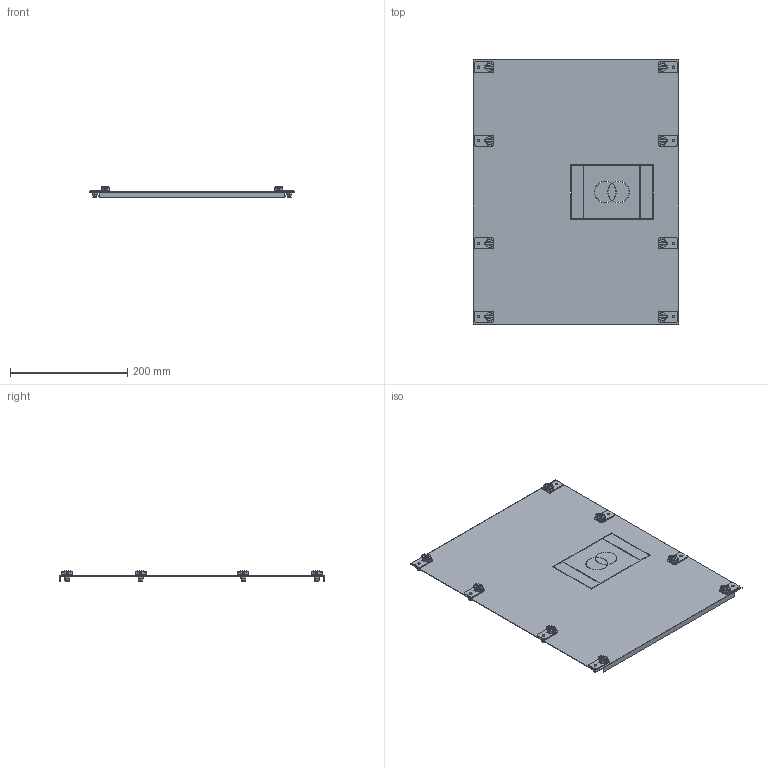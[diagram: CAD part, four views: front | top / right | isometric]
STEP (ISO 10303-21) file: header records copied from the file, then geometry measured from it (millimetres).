
FILE_DESCRIPTION((''),'2;1');
FILE_NAME('CP_1_4_-3_F_ASM','2023-01-24T14:56:37',('klemen.sitar'),('Audax d.o.o.'),'CREO PARAMETRIC BY PTC INC, 2021304','CREO PARAMETRIC BY PTC INC, 2021304','');
FILE_SCHEMA(('AP242_MANAGED_MODEL_BASED_3D_ENGINEERING_MIM_LF { 1 0 10303 442 1 1 4 }'));
Products named in the file (25): PRT0002_1_1_1_1_1_1_1_1_1_1_1_1; PRT0002_1_1_1_1_1_1_2_1_1-176_1; PRT0002_1_1_1_1_1_1_2_3_1_1_1_3; PRT0003_1_1_1_1_1_1_2_3_1_1_1_3; PRT0003_1_1_1_1_1_1_2_1_1-196_1; BLACK_PIN_ASM_1_ASM_1_ASM_1_A_1_ASM; PRT0002_1_1_1_1_1_1_2_3_1_1_1_4; PRT0002_1_1_1_1_1_1_2_1_1_-2688; PRT0003_1_1_1_1_1_1_2_1_1_-4659; PRT0003_1_1_1_1_1_1_2_3_1_1_1_4; BLACK_PIN_ASM_1_ASM_1_ASM_1_A_4_ASM; PRT0002_1_1_1_1_2_3_1_1_1_1_1_2; PRT0003_1_1_1_1_1_1_2_3_4_5_1_2; PRT0002_1_1_1_1_2_1_1_1_1_1_1_1; PRT0003_1_1_1_1_1_2_3_1_1_1_1_1; 001101443_CP_1_3_F_ASM_1_ASM__1_ASM; PRT0002_1_1; PRT0002_1_2; PRT0002_1_3; PRT0002_1_4; PRT0002_1_5; PRT0002_1_6; PRT0002_1_ASM; CP_E46-PART_ASM; CP_1_4_-3_F_ASM
Assembly tree (25 placements, depth 4):
  CP_1_4_-3_F_ASM
    PRT0002_1_1_1_1_1_1_1_1_1_1_1_1
    BLACK_PIN_ASM_1_ASM_1_ASM_1_A_1_ASM
      PRT0002_1_1_1_1_1_1_2_1_1-176_1
      PRT0002_1_1_1_1_1_1_2_3_1_1_1_3
      PRT0003_1_1_1_1_1_1_2_3_1_1_1_3
      PRT0003_1_1_1_1_1_1_2_1_1-196_1
    BLACK_PIN_ASM_1_ASM_1_ASM_1_A_4_ASM
      PRT0002_1_1_1_1_1_1_2_3_1_1_1_4
      PRT0002_1_1_1_1_1_1_2_1_1_-2688
      PRT0003_1_1_1_1_1_1_2_1_1_-4659
      PRT0003_1_1_1_1_1_1_2_3_1_1_1_4
    001101443_CP_1_3_F_ASM_1_ASM__1_ASM  x2
      PRT0002_1_1_1_1_2_3_1_1_1_1_1_2
      PRT0003_1_1_1_1_1_1_2_3_4_5_1_2
      PRT0002_1_1_1_1_2_1_1_1_1_1_1_1
      PRT0003_1_1_1_1_1_2_3_1_1_1_1_1
    CP_E46-PART_ASM
      PRT0002_1_ASM
        PRT0002_1_1
        PRT0002_1_2
        PRT0002_1_3
        PRT0002_1_4
        PRT0002_1_5
        PRT0002_1_6
Bounding box: 350 x 450 x 18.6 mm (x, y, z)
Volume: 184634.9 mm3; surface area: 350563.8 mm2
Topology: 23 solids, 23 shells, 722 faces, 2080 edges, 1412 vertices
Faces by surface type: plane 458, cylinder 248, cone 16
Entity records: 39325 total; most frequent: PRESENTATION_LAYER_ASSIGNMENT 11605, CARTESIAN_POINT 4368, ORIENTED_EDGE 3268, DIRECTION 3264, PRESENTATION_STYLE_ASSIGNMENT 1653, STYLED_ITEM 1653, CURVE_STYLE 1634, EDGE_CURVE 1634
